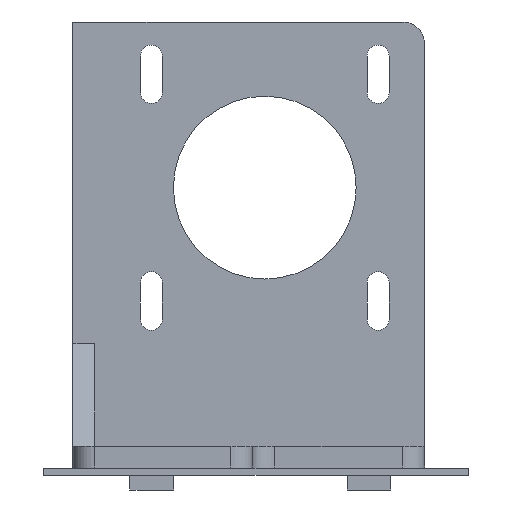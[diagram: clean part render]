
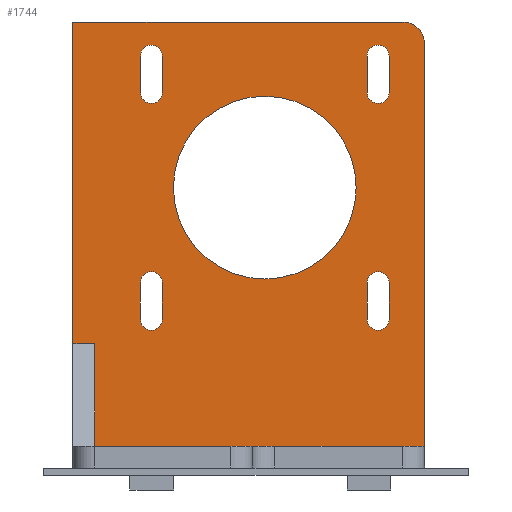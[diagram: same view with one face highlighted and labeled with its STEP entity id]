
A CAD part, front view. The second image highlights one B-rep face of the part: STEP entity #1744.
In plain terms, the highlighted planar face has unit normal (0, -1, 0).
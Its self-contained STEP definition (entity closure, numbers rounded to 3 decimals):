
#41=FACE_BOUND('',#282,.T.);
#42=FACE_BOUND('',#283,.T.);
#43=FACE_BOUND('',#284,.T.);
#44=FACE_BOUND('',#285,.T.);
#45=FACE_BOUND('',#286,.T.);
#63=CIRCLE('',#1844,3.);
#79=CIRCLE('',#1872,1.5);
#80=CIRCLE('',#1875,1.5);
#81=CIRCLE('',#1878,12.5);
#82=CIRCLE('',#1880,1.5);
#83=CIRCLE('',#1883,1.5);
#84=CIRCLE('',#1887,1.5);
#85=CIRCLE('',#1890,1.5);
#86=CIRCLE('',#1892,1.5);
#87=CIRCLE('',#1895,1.5);
#180=FACE_OUTER_BOUND('',#281,.T.);
#281=EDGE_LOOP('',(#1500,#1501,#1502,#1503,#1504,#1505,#1506));
#282=EDGE_LOOP('',(#1507,#1508,#1509,#1510));
#283=EDGE_LOOP('',(#1511));
#284=EDGE_LOOP('',(#1512,#1513,#1514,#1515));
#285=EDGE_LOOP('',(#1516,#1517,#1518,#1519));
#286=EDGE_LOOP('',(#1520,#1521,#1522,#1523));
#394=LINE('',#2588,#598);
#433=LINE('',#2684,#637);
#461=LINE('',#2774,#665);
#464=LINE('',#2781,#668);
#468=LINE('',#2794,#672);
#471=LINE('',#2801,#675);
#473=LINE('',#2806,#677);
#476=LINE('',#2814,#680);
#480=LINE('',#2826,#684);
#483=LINE('',#2833,#687);
#486=LINE('',#2839,#690);
#487=LINE('',#2841,#691);
#488=LINE('',#2843,#692);
#489=LINE('',#2844,#693);
#598=VECTOR('',#2093,10.);
#637=VECTOR('',#2170,10.);
#665=VECTOR('',#2254,10.);
#668=VECTOR('',#2263,10.);
#672=VECTOR('',#2277,10.);
#675=VECTOR('',#2286,10.);
#677=VECTOR('',#2290,10.);
#680=VECTOR('',#2299,10.);
#684=VECTOR('',#2313,10.);
#687=VECTOR('',#2322,10.);
#690=VECTOR('',#2327,10.);
#691=VECTOR('',#2330,10.);
#692=VECTOR('',#2333,10.);
#693=VECTOR('',#2334,10.);
#779=VERTEX_POINT('',#2585);
#780=VERTEX_POINT('',#2587);
#814=VERTEX_POINT('',#2672);
#815=VERTEX_POINT('',#2674);
#818=VERTEX_POINT('',#2682);
#850=VERTEX_POINT('',#2767);
#851=VERTEX_POINT('',#2769);
#852=VERTEX_POINT('',#2773);
#853=VERTEX_POINT('',#2777);
#854=VERTEX_POINT('',#2783);
#855=VERTEX_POINT('',#2787);
#856=VERTEX_POINT('',#2789);
#857=VERTEX_POINT('',#2793);
#858=VERTEX_POINT('',#2797);
#859=VERTEX_POINT('',#2803);
#860=VERTEX_POINT('',#2805);
#861=VERTEX_POINT('',#2809);
#862=VERTEX_POINT('',#2813);
#863=VERTEX_POINT('',#2819);
#864=VERTEX_POINT('',#2821);
#865=VERTEX_POINT('',#2825);
#866=VERTEX_POINT('',#2829);
#867=VERTEX_POINT('',#2835);
#868=VERTEX_POINT('',#2837);
#971=EDGE_CURVE('',#779,#780,#394,.T.);
#1014=EDGE_CURVE('',#814,#815,#63,.T.);
#1019=EDGE_CURVE('',#818,#814,#433,.T.);
#1061=EDGE_CURVE('',#851,#850,#79,.T.);
#1063=EDGE_CURVE('',#852,#851,#461,.T.);
#1065=EDGE_CURVE('',#853,#852,#80,.T.);
#1067=EDGE_CURVE('',#850,#853,#464,.T.);
#1068=EDGE_CURVE('',#854,#854,#81,.T.);
#1071=EDGE_CURVE('',#856,#855,#82,.T.);
#1073=EDGE_CURVE('',#857,#856,#468,.T.);
#1075=EDGE_CURVE('',#858,#857,#83,.T.);
#1077=EDGE_CURVE('',#855,#858,#471,.T.);
#1079=EDGE_CURVE('',#860,#859,#473,.T.);
#1081=EDGE_CURVE('',#861,#860,#84,.T.);
#1083=EDGE_CURVE('',#862,#861,#476,.T.);
#1085=EDGE_CURVE('',#859,#862,#85,.T.);
#1087=EDGE_CURVE('',#864,#863,#86,.T.);
#1089=EDGE_CURVE('',#865,#864,#480,.T.);
#1091=EDGE_CURVE('',#866,#865,#87,.T.);
#1093=EDGE_CURVE('',#863,#866,#483,.T.);
#1096=EDGE_CURVE('',#867,#868,#486,.T.);
#1097=EDGE_CURVE('',#868,#780,#487,.T.);
#1098=EDGE_CURVE('',#867,#818,#488,.T.);
#1099=EDGE_CURVE('',#779,#815,#489,.T.);
#1500=ORIENTED_EDGE('',*,*,#1014,.F.);
#1501=ORIENTED_EDGE('',*,*,#1019,.F.);
#1502=ORIENTED_EDGE('',*,*,#1098,.F.);
#1503=ORIENTED_EDGE('',*,*,#1096,.T.);
#1504=ORIENTED_EDGE('',*,*,#1097,.T.);
#1505=ORIENTED_EDGE('',*,*,#971,.F.);
#1506=ORIENTED_EDGE('',*,*,#1099,.T.);
#1507=ORIENTED_EDGE('',*,*,#1061,.T.);
#1508=ORIENTED_EDGE('',*,*,#1067,.T.);
#1509=ORIENTED_EDGE('',*,*,#1065,.T.);
#1510=ORIENTED_EDGE('',*,*,#1063,.T.);
#1511=ORIENTED_EDGE('',*,*,#1068,.T.);
#1512=ORIENTED_EDGE('',*,*,#1071,.T.);
#1513=ORIENTED_EDGE('',*,*,#1077,.T.);
#1514=ORIENTED_EDGE('',*,*,#1075,.T.);
#1515=ORIENTED_EDGE('',*,*,#1073,.T.);
#1516=ORIENTED_EDGE('',*,*,#1079,.T.);
#1517=ORIENTED_EDGE('',*,*,#1085,.T.);
#1518=ORIENTED_EDGE('',*,*,#1083,.T.);
#1519=ORIENTED_EDGE('',*,*,#1081,.T.);
#1520=ORIENTED_EDGE('',*,*,#1087,.T.);
#1521=ORIENTED_EDGE('',*,*,#1093,.T.);
#1522=ORIENTED_EDGE('',*,*,#1091,.T.);
#1523=ORIENTED_EDGE('',*,*,#1089,.T.);
#1657=PLANE('',#1899);
#1744=ADVANCED_FACE('',(#180,#41,#42,#43,#44,#45),#1657,.T.);
#1844=AXIS2_PLACEMENT_3D('',#2675,#2162,#2163);
#1872=AXIS2_PLACEMENT_3D('',#2770,#2249,#2250);
#1875=AXIS2_PLACEMENT_3D('',#2778,#2258,#2259);
#1878=AXIS2_PLACEMENT_3D('',#2784,#2266,#2267);
#1880=AXIS2_PLACEMENT_3D('',#2790,#2272,#2273);
#1883=AXIS2_PLACEMENT_3D('',#2798,#2281,#2282);
#1887=AXIS2_PLACEMENT_3D('',#2810,#2294,#2295);
#1890=AXIS2_PLACEMENT_3D('',#2817,#2303,#2304);
#1892=AXIS2_PLACEMENT_3D('',#2822,#2308,#2309);
#1895=AXIS2_PLACEMENT_3D('',#2830,#2317,#2318);
#1899=AXIS2_PLACEMENT_3D('',#2842,#2331,#2332);
#2093=DIRECTION('',(-1.,0.,0.));
#2162=DIRECTION('center_axis',(0.,1.,0.));
#2163=DIRECTION('ref_axis',(0.707,0.,0.707));
#2170=DIRECTION('',(1.,0.,0.));
#2249=DIRECTION('center_axis',(0.,1.,0.));
#2250=DIRECTION('ref_axis',(-1.,0.,0.));
#2254=DIRECTION('',(0.,0.,-1.));
#2258=DIRECTION('center_axis',(0.,1.,0.));
#2259=DIRECTION('ref_axis',(1.,0.,0.));
#2263=DIRECTION('',(0.,0.,1.));
#2266=DIRECTION('center_axis',(0.,1.,0.));
#2267=DIRECTION('ref_axis',(1.,0.,0.));
#2272=DIRECTION('center_axis',(0.,1.,0.));
#2273=DIRECTION('ref_axis',(-1.,0.,0.));
#2277=DIRECTION('',(0.,0.,-1.));
#2281=DIRECTION('center_axis',(0.,1.,0.));
#2282=DIRECTION('ref_axis',(1.,0.,0.));
#2286=DIRECTION('',(0.,0.,1.));
#2290=DIRECTION('',(0.,0.,-1.));
#2294=DIRECTION('center_axis',(0.,1.,0.));
#2295=DIRECTION('ref_axis',(1.,0.,0.));
#2299=DIRECTION('',(0.,0.,1.));
#2303=DIRECTION('center_axis',(0.,1.,0.));
#2304=DIRECTION('ref_axis',(-1.,0.,0.));
#2308=DIRECTION('center_axis',(0.,1.,0.));
#2309=DIRECTION('ref_axis',(-1.,0.,0.));
#2313=DIRECTION('',(0.,0.,-1.));
#2317=DIRECTION('center_axis',(0.,1.,0.));
#2318=DIRECTION('ref_axis',(1.,0.,0.));
#2322=DIRECTION('',(0.,0.,1.));
#2327=DIRECTION('',(1.,0.,0.));
#2330=DIRECTION('',(0.,0.,-1.));
#2331=DIRECTION('center_axis',(0.,-1.,0.));
#2332=DIRECTION('ref_axis',(1.,0.,0.));
#2333=DIRECTION('',(0.,0.,1.));
#2334=DIRECTION('',(0.,0.,1.));
#2585=CARTESIAN_POINT('',(42.1,33.026,3.));
#2587=CARTESIAN_POINT('',(-3.,33.026,3.));
#2588=CARTESIAN_POINT('',(6.025,33.026,3.));
#2672=CARTESIAN_POINT('',(39.1,33.026,61.));
#2674=CARTESIAN_POINT('',(42.1,33.026,58.));
#2675=CARTESIAN_POINT('Origin',(39.1,33.026,58.));
#2682=CARTESIAN_POINT('',(-6.,33.026,61.));
#2684=CARTESIAN_POINT('',(-3.,33.026,61.));
#2767=CARTESIAN_POINT('',(3.25,33.026,20.35));
#2769=CARTESIAN_POINT('',(6.25,33.026,20.35));
#2770=CARTESIAN_POINT('Origin',(4.75,33.026,20.35));
#2773=CARTESIAN_POINT('',(6.25,33.026,25.35));
#2774=CARTESIAN_POINT('',(6.25,33.026,14.175));
#2777=CARTESIAN_POINT('',(3.25,33.026,25.35));
#2778=CARTESIAN_POINT('Origin',(4.75,33.026,25.35));
#2781=CARTESIAN_POINT('',(3.25,33.026,11.675));
#2783=CARTESIAN_POINT('',(7.75,33.026,38.35));
#2784=CARTESIAN_POINT('Origin',(20.25,33.026,38.35));
#2787=CARTESIAN_POINT('',(34.25,33.026,20.35));
#2789=CARTESIAN_POINT('',(37.25,33.026,20.35));
#2790=CARTESIAN_POINT('Origin',(35.75,33.026,20.35));
#2793=CARTESIAN_POINT('',(37.25,33.026,25.35));
#2794=CARTESIAN_POINT('',(37.25,33.026,14.175));
#2797=CARTESIAN_POINT('',(34.25,33.026,25.35));
#2798=CARTESIAN_POINT('Origin',(35.75,33.026,25.35));
#2801=CARTESIAN_POINT('',(34.25,33.026,11.675));
#2803=CARTESIAN_POINT('',(6.25,33.026,51.35));
#2805=CARTESIAN_POINT('',(6.25,33.026,56.35));
#2806=CARTESIAN_POINT('',(6.25,33.026,29.675));
#2809=CARTESIAN_POINT('',(3.25,33.026,56.35));
#2810=CARTESIAN_POINT('Origin',(4.75,33.026,56.35));
#2813=CARTESIAN_POINT('',(3.25,33.026,51.35));
#2814=CARTESIAN_POINT('',(3.25,33.026,27.175));
#2817=CARTESIAN_POINT('Origin',(4.75,33.026,51.35));
#2819=CARTESIAN_POINT('',(34.25,33.026,51.35));
#2821=CARTESIAN_POINT('',(37.25,33.026,51.35));
#2822=CARTESIAN_POINT('Origin',(35.75,33.026,51.35));
#2825=CARTESIAN_POINT('',(37.25,33.026,56.35));
#2826=CARTESIAN_POINT('',(37.25,33.026,29.675));
#2829=CARTESIAN_POINT('',(34.25,33.026,56.35));
#2830=CARTESIAN_POINT('Origin',(35.75,33.026,56.35));
#2833=CARTESIAN_POINT('',(34.25,33.026,27.175));
#2835=CARTESIAN_POINT('',(-6.,33.026,17.));
#2837=CARTESIAN_POINT('',(-3.,33.026,17.));
#2839=CARTESIAN_POINT('',(-6.,33.026,17.));
#2841=CARTESIAN_POINT('',(-3.,33.026,6.5));
#2842=CARTESIAN_POINT('Origin',(-6.,33.026,3.));
#2843=CARTESIAN_POINT('',(-6.,33.026,3.));
#2844=CARTESIAN_POINT('',(42.1,33.026,3.));
